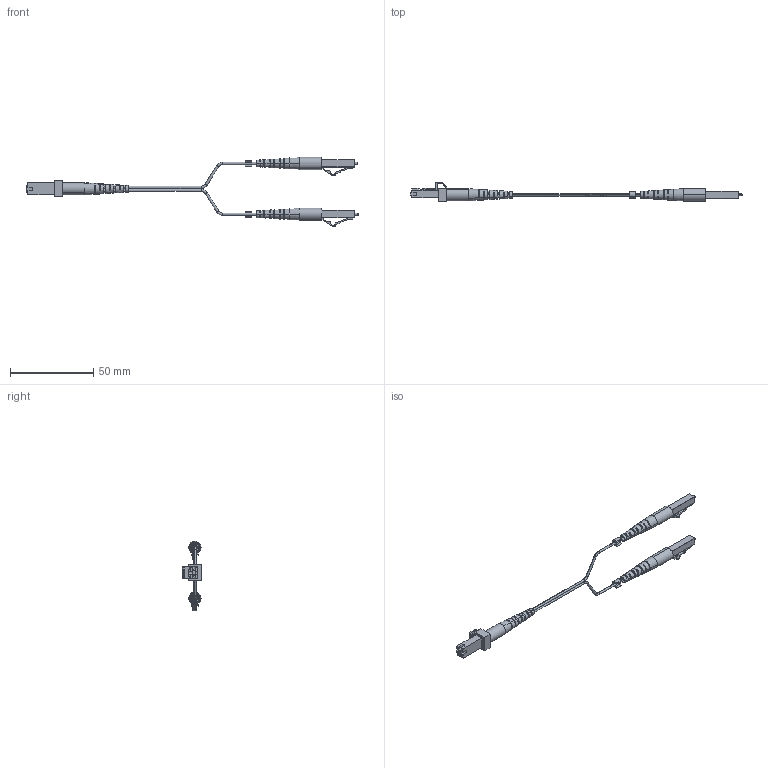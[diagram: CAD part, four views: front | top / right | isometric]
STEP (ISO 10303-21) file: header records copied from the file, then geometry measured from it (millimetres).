
FILE_DESCRIPTION (( 'STEP AP203' ), '1' );
FILE_NAME ('SFODPMT-LC.STEP', '2006-06-23T20:19:26', ( 'lcom' ), ( 'lcom' ), 'SwSTEP 2.0', 'SolidWorks 2006004', '' );
FILE_SCHEMA (( 'CONFIG_CONTROL_DESIGN' ));
Length unit declared in the file: inch
Products named in the file (11): 1AF02-003-MA1; SFODPMT-LC; 1AF03-001-MA2_WITHOUT FERRULE; 1AF03-001-MA1; 1AF03-001; LBL-C3P-B; 1AF02-003; 1AL06-015-MA1_FODZMT-LC; LBL-C3P-A; 1AF02-003-MA2; 1BA04-002
Assembly tree (11 placements, depth 3):
  SFODPMT-LC
    LBL-C3P-A
    1BA04-002
    1AF02-003  x2
      1AF02-003-MA2
      1AF02-003-MA1
    1AL06-015-MA1_FODZMT-LC
    1AF03-001
      1AF03-001-MA1
      1AF03-001-MA2_WITHOUT FERRULE
    LBL-C3P-B
Bounding box: 199.26 x 11.44 x 41.65 mm (x, y, z)
Volume: 3969.5 mm3; surface area: 8232.8 mm2
Topology: 12 solids, 12 shells, 553 faces, 1554 edges, 998 vertices
Faces by surface type: plane 386, cylinder 96, cone 40, torus 12, bspline 11, sphere 8
Entity records: 15192 total; most frequent: CARTESIAN_POINT 3769, ORIENTED_EDGE 2198, DIRECTION 2084, EDGE_CURVE 1099, AXIS2_PLACEMENT_3D 728, VERTEX_POINT 712, VECTOR 628, LINE 628
